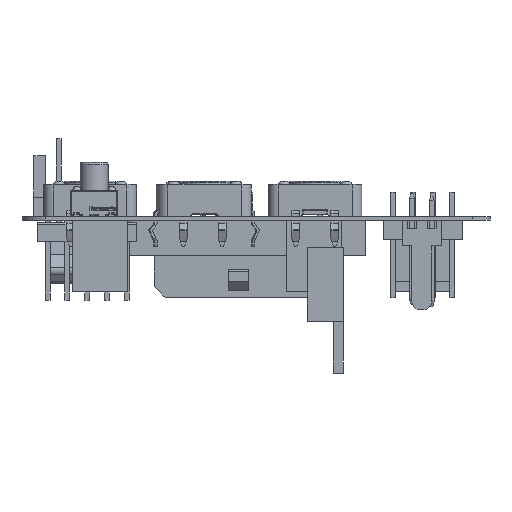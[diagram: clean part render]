
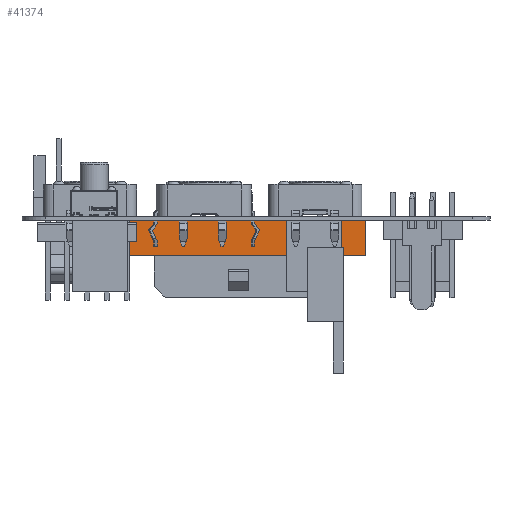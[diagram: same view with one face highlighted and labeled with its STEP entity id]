
A CAD part, left-side view. The second image highlights one B-rep face of the part: STEP entity #41374.
In plain terms, the highlighted planar face has unit normal (-1, 0, 0).
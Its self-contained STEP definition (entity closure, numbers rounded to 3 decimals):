
#41349 = VERTEX_POINT('',#41350);
#41350 = CARTESIAN_POINT('',(-3.6,-17.65,4.58));
#41356 = EDGE_CURVE('',#41357,#41349,#41359,.T.);
#41357 = VERTEX_POINT('',#41358);
#41358 = CARTESIAN_POINT('',(-3.6,-17.65,0.));
#41359 = LINE('',#41360,#41361);
#41360 = CARTESIAN_POINT('',(-3.6,-17.65,0.));
#41361 = VECTOR('',#41362,1.);
#41362 = DIRECTION('',(0.,0.,1.));
#41374 = ADVANCED_FACE('',(#41375),#41400,.T.);
#41375 = FACE_BOUND('',#41376,.T.);
#41376 = EDGE_LOOP('',(#41377,#41378,#41386,#41394));
#41377 = ORIENTED_EDGE('',*,*,#41356,.T.);
#41378 = ORIENTED_EDGE('',*,*,#41379,.T.);
#41379 = EDGE_CURVE('',#41349,#41380,#41382,.T.);
#41380 = VERTEX_POINT('',#41381);
#41381 = CARTESIAN_POINT('',(-3.6,17.65,4.58));
#41382 = LINE('',#41383,#41384);
#41383 = CARTESIAN_POINT('',(-3.6,-17.65,4.58));
#41384 = VECTOR('',#41385,1.);
#41385 = DIRECTION('',(0.,1.,0.));
#41386 = ORIENTED_EDGE('',*,*,#41387,.F.);
#41387 = EDGE_CURVE('',#41388,#41380,#41390,.T.);
#41388 = VERTEX_POINT('',#41389);
#41389 = CARTESIAN_POINT('',(-3.6,17.65,0.));
#41390 = LINE('',#41391,#41392);
#41391 = CARTESIAN_POINT('',(-3.6,17.65,0.));
#41392 = VECTOR('',#41393,1.);
#41393 = DIRECTION('',(0.,0.,1.));
#41394 = ORIENTED_EDGE('',*,*,#41395,.F.);
#41395 = EDGE_CURVE('',#41357,#41388,#41396,.T.);
#41396 = LINE('',#41397,#41398);
#41397 = CARTESIAN_POINT('',(-3.6,-17.65,0.));
#41398 = VECTOR('',#41399,1.);
#41399 = DIRECTION('',(0.,1.,0.));
#41400 = PLANE('',#41401);
#41401 = AXIS2_PLACEMENT_3D('',#41402,#41403,#41404);
#41402 = CARTESIAN_POINT('',(-3.6,-17.65,0.));
#41403 = DIRECTION('',(-1.,0.,0.));
#41404 = DIRECTION('',(0.,1.,0.));
